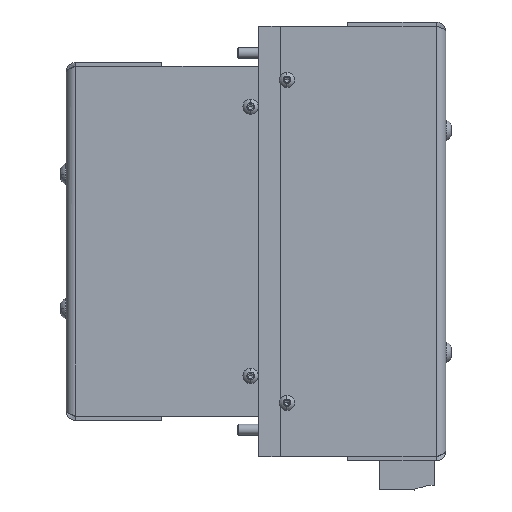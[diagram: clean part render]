
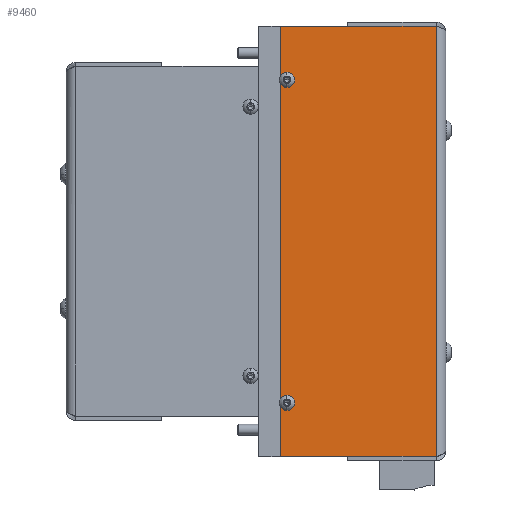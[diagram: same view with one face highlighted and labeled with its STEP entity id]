
A CAD part, left-side view. The second image highlights one B-rep face of the part: STEP entity #9460.
In plain terms, the highlighted face is planar.
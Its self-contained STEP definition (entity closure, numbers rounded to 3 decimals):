
#2151 = FACE_BOUND ( 'NONE', #9244, .T. ) ;
#2153 = DIRECTION ( 'NONE',  ( 0., -1., 0. ) ) ;
#2157 = FACE_BOUND ( 'NONE', #9232, .T. ) ;
#2158 = CARTESIAN_POINT ( 'NONE',  ( -80., 51.5, 60. ) ) ;
#2160 = FACE_OUTER_BOUND ( 'NONE', #9246, .T. ) ;
#2161 = PLANE ( 'NONE',  #14562 ) ;
#2162 = DIRECTION ( 'NONE',  ( 0., 0., -1. ) ) ;
#5738 = CARTESIAN_POINT ( 'NONE',  ( -60., 51.5, 59.2 ) ) ;
#5739 = CARTESIAN_POINT ( 'NONE',  ( -60., 51.5, 55.8 ) ) ;
#5746 = CARTESIAN_POINT ( 'NONE',  ( 60., 51.5, 59.2 ) ) ;
#5747 = CARTESIAN_POINT ( 'NONE',  ( 60., 51.5, 55.8 ) ) ;
#5927 = CARTESIAN_POINT ( 'NONE',  ( -79.929, 51.5, 35. ) ) ;
#5928 = CARTESIAN_POINT ( 'NONE',  ( 80., 51.5, 35. ) ) ;
#5929 = CARTESIAN_POINT ( 'NONE',  ( 80., 51.5, 60. ) ) ;
#5932 = CARTESIAN_POINT ( 'NONE',  ( -80., 51.5, 60. ) ) ;
#5936 = CARTESIAN_POINT ( 'NONE',  ( -80., 51.5, 35. ) ) ;
#5938 = CARTESIAN_POINT ( 'NONE',  ( 79.929, 51.5, 35. ) ) ;
#5939 = CARTESIAN_POINT ( 'NONE',  ( 79.929, 51.5, 2. ) ) ;
#5944 = CARTESIAN_POINT ( 'NONE',  ( -79.929, 51.5, 2. ) ) ;
#6792 = CIRCLE ( 'NONE', #6796, 1.7 ) ;
#6794 = CIRCLE ( 'NONE', #6803, 1.7 ) ;
#6796 = AXIS2_PLACEMENT_3D ( 'NONE', #12492, #12493, #12494 ) ;
#6803 = AXIS2_PLACEMENT_3D ( 'NONE', #12516, #12517, #12518 ) ;
#7100 = EDGE_CURVE ( 'NONE', #10381, #10382, #6792, .T. ) ;
#7108 = EDGE_CURVE ( 'NONE', #10389, #10390, #6794, .T. ) ;
#7350 = EDGE_CURVE ( 'NONE', #10571, #10572, #13236, .T. ) ;
#7354 = EDGE_CURVE ( 'NONE', #10572, #10575, #13253, .T. ) ;
#7357 = EDGE_CURVE ( 'NONE', #10575, #10579, #13246, .T. ) ;
#7360 = EDGE_CURVE ( 'NONE', #10579, #10570, #13271, .T. ) ;
#7363 = EDGE_CURVE ( 'NONE', #10581, #10571, #13280, .T. ) ;
#7367 = EDGE_CURVE ( 'NONE', #10582, #10581, #13290, .T. ) ;
#7369 = EDGE_CURVE ( 'NONE', #10382, #10381, #13773, .T. ) ;
#7370 = EDGE_CURVE ( 'NONE', #10390, #10389, #13775, .T. ) ;
#7371 = EDGE_CURVE ( 'NONE', #10582, #10587, #13297, .T. ) ;
#7372 = EDGE_CURVE ( 'NONE', #10570, #10587, #13303, .T. ) ;
#8563 = ORIENTED_EDGE ( 'NONE', *, *, #7369, .T. ) ;
#8564 = ORIENTED_EDGE ( 'NONE', *, *, #7100, .T. ) ;
#8565 = ORIENTED_EDGE ( 'NONE', *, *, #7370, .T. ) ;
#8566 = ORIENTED_EDGE ( 'NONE', *, *, #7108, .T. ) ;
#8567 = ORIENTED_EDGE ( 'NONE', *, *, #7367, .F. ) ;
#8568 = ORIENTED_EDGE ( 'NONE', *, *, #7371, .T. ) ;
#8569 = ORIENTED_EDGE ( 'NONE', *, *, #7372, .F. ) ;
#8570 = ORIENTED_EDGE ( 'NONE', *, *, #7360, .F. ) ;
#8571 = ORIENTED_EDGE ( 'NONE', *, *, #7357, .F. ) ;
#8572 = ORIENTED_EDGE ( 'NONE', *, *, #7354, .F. ) ;
#8573 = ORIENTED_EDGE ( 'NONE', *, *, #7350, .F. ) ;
#8574 = ORIENTED_EDGE ( 'NONE', *, *, #7363, .F. ) ;
#9232 = EDGE_LOOP ( 'NONE', ( #8563, #8564 ) ) ;
#9244 = EDGE_LOOP ( 'NONE', ( #8565, #8566 ) ) ;
#9246 = EDGE_LOOP ( 'NONE', ( #8567, #8568, #8569, #8570, #8571, #8572, #8573, #8574 ) ) ;
#9460 = ADVANCED_FACE ( 'NONE', ( #2157, #2151, #2160 ), #2161, .F. ) ;
#10381 = VERTEX_POINT ( 'NONE', #5738 ) ;
#10382 = VERTEX_POINT ( 'NONE', #5739 ) ;
#10389 = VERTEX_POINT ( 'NONE', #5746 ) ;
#10390 = VERTEX_POINT ( 'NONE', #5747 ) ;
#10570 = VERTEX_POINT ( 'NONE', #5927 ) ;
#10571 = VERTEX_POINT ( 'NONE', #5928 ) ;
#10572 = VERTEX_POINT ( 'NONE', #5929 ) ;
#10575 = VERTEX_POINT ( 'NONE', #5932 ) ;
#10579 = VERTEX_POINT ( 'NONE', #5936 ) ;
#10581 = VERTEX_POINT ( 'NONE', #5938 ) ;
#10582 = VERTEX_POINT ( 'NONE', #5939 ) ;
#10587 = VERTEX_POINT ( 'NONE', #5944 ) ;
#12492 = CARTESIAN_POINT ( 'NONE',  ( -60., 51.5, 57.5 ) ) ;
#12493 = DIRECTION ( 'NONE',  ( 0., -1., 0. ) ) ;
#12494 = DIRECTION ( 'NONE',  ( 0., 0., -1. ) ) ;
#12516 = CARTESIAN_POINT ( 'NONE',  ( 60., 51.5, 57.5 ) ) ;
#12517 = DIRECTION ( 'NONE',  ( 0., -1., 0. ) ) ;
#12518 = DIRECTION ( 'NONE',  ( 0., 0., -1. ) ) ;
#13236 = LINE ( 'NONE', #13242, #13731 ) ;
#13242 = CARTESIAN_POINT ( 'NONE',  ( 80., 51.5, 60. ) ) ;
#13244 = DIRECTION ( 'NONE',  ( 0., 0., 1. ) ) ;
#13246 = LINE ( 'NONE', #13263, #13762 ) ;
#13253 = LINE ( 'NONE', #13254, #13760 ) ;
#13254 = CARTESIAN_POINT ( 'NONE',  ( -80., 51.5, 60. ) ) ;
#13255 = DIRECTION ( 'NONE',  ( -1., 0., 0. ) ) ;
#13263 = CARTESIAN_POINT ( 'NONE',  ( -80., 51.5, 60. ) ) ;
#13264 = DIRECTION ( 'NONE',  ( 0., 0., -1. ) ) ;
#13271 = LINE ( 'NONE', #13272, #13766 ) ;
#13272 = CARTESIAN_POINT ( 'NONE',  ( -81.5, 51.5, 35. ) ) ;
#13273 = DIRECTION ( 'NONE',  ( 1., 0., 0. ) ) ;
#13280 = LINE ( 'NONE', #13282, #13769 ) ;
#13282 = CARTESIAN_POINT ( 'NONE',  ( 79.929, 51.5, 35. ) ) ;
#13283 = DIRECTION ( 'NONE',  ( 1., 0., 0. ) ) ;
#13290 = LINE ( 'NONE', #13292, #13772 ) ;
#13292 = CARTESIAN_POINT ( 'NONE',  ( 79.929, 51.5, -20.5 ) ) ;
#13293 = DIRECTION ( 'NONE',  ( 0., 0., 1. ) ) ;
#13297 = LINE ( 'NONE', #13298, #13777 ) ;
#13298 = CARTESIAN_POINT ( 'NONE',  ( 79.929, 51.5, 2. ) ) ;
#13299 = CARTESIAN_POINT ( 'NONE',  ( -60., 51.5, 57.5 ) ) ;
#13300 = DIRECTION ( 'NONE',  ( 0., -1., 0. ) ) ;
#13301 = DIRECTION ( 'NONE',  ( 0., 0., -1. ) ) ;
#13303 = LINE ( 'NONE', #13309, #13770 ) ;
#13304 = CARTESIAN_POINT ( 'NONE',  ( 60., 51.5, 57.5 ) ) ;
#13305 = DIRECTION ( 'NONE',  ( 0., -1., 0. ) ) ;
#13306 = DIRECTION ( 'NONE',  ( 0., 0., -1. ) ) ;
#13308 = DIRECTION ( 'NONE',  ( -1., 0., 0. ) ) ;
#13309 = CARTESIAN_POINT ( 'NONE',  ( -79.929, 51.5, 60. ) ) ;
#13310 = DIRECTION ( 'NONE',  ( 0., 0., -1. ) ) ;
#13731 = VECTOR ( 'NONE', #13244, 1000. ) ;
#13760 = VECTOR ( 'NONE', #13255, 1000. ) ;
#13762 = VECTOR ( 'NONE', #13264, 1000. ) ;
#13766 = VECTOR ( 'NONE', #13273, 1000. ) ;
#13769 = VECTOR ( 'NONE', #13283, 1000. ) ;
#13770 = VECTOR ( 'NONE', #13310, 1000. ) ;
#13772 = VECTOR ( 'NONE', #13293, 1000. ) ;
#13773 = CIRCLE ( 'NONE', #13776, 1.7 ) ;
#13775 = CIRCLE ( 'NONE', #13778, 1.7 ) ;
#13776 = AXIS2_PLACEMENT_3D ( 'NONE', #13299, #13300, #13301 ) ;
#13777 = VECTOR ( 'NONE', #13308, 1000. ) ;
#13778 = AXIS2_PLACEMENT_3D ( 'NONE', #13304, #13305, #13306 ) ;
#14562 = AXIS2_PLACEMENT_3D ( 'NONE', #2158, #2153, #2162 ) ;
